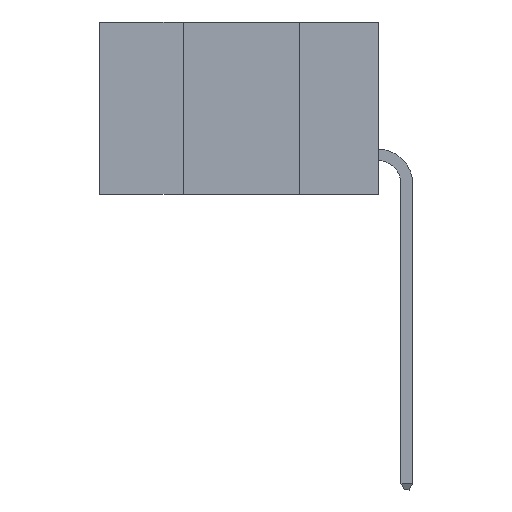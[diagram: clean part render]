
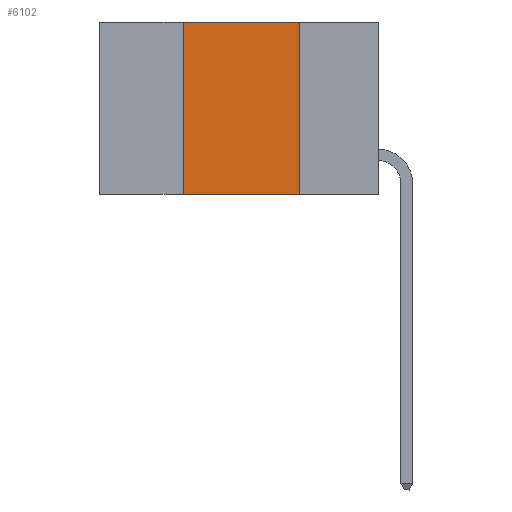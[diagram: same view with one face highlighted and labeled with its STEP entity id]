
A CAD part, left-side view. The second image highlights one B-rep face of the part: STEP entity #6102.
In plain terms, the highlighted planar face has unit normal (-1, 0, 0).
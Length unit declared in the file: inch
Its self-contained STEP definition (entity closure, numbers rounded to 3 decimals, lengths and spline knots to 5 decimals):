
#172 = EDGE_CURVE ( 'NONE', #8449, #5424, #1528, .T. ) ;
#1226 = CARTESIAN_POINT ( 'NONE',  ( 0., 0.42, -0.37 ) ) ;
#1391 = DIRECTION ( 'NONE',  ( 0., 0., -1. ) ) ;
#1528 = LINE ( 'NONE', #6592, #5107 ) ;
#1953 = CARTESIAN_POINT ( 'NONE',  ( 0., 0.17, 0. ) ) ;
#2272 = ORIENTED_EDGE ( 'NONE', *, *, #6750, .F. ) ;
#2312 = CARTESIAN_POINT ( 'NONE',  ( 0., 0.6, 0. ) ) ;
#2424 = DIRECTION ( 'NONE',  ( 0., -1., 0. ) ) ;
#2463 = CARTESIAN_POINT ( 'NONE',  ( 0., 0.6, 0. ) ) ;
#3249 = CARTESIAN_POINT ( 'NONE',  ( 0., 0.17, -0.37 ) ) ;
#3676 = VECTOR ( 'NONE', #6039, 39.37008 ) ;
#3702 = EDGE_CURVE ( 'NONE', #9094, #5424, #8994, .T. ) ;
#3703 = EDGE_LOOP ( 'NONE', ( #3740, #9520, #2272, #4363 ) ) ;
#3740 = ORIENTED_EDGE ( 'NONE', *, *, #3702, .F. ) ;
#3756 = CARTESIAN_POINT ( 'NONE',  ( 0., 0.17, 0. ) ) ;
#3846 = DIRECTION ( 'NONE',  ( 0., 0., -1. ) ) ;
#3860 = VECTOR ( 'NONE', #8166, 39.37008 ) ;
#4309 = AXIS2_PLACEMENT_3D ( 'NONE', #2312, #8718, #3846 ) ;
#4363 = ORIENTED_EDGE ( 'NONE', *, *, #172, .T. ) ;
#4553 = EDGE_CURVE ( 'NONE', #10569, #9094, #6006, .T. ) ;
#5107 = VECTOR ( 'NONE', #2424, 39.37008 ) ;
#5424 = VERTEX_POINT ( 'NONE', #3249 ) ;
#5734 = FACE_OUTER_BOUND ( 'NONE', #3703, .T. ) ;
#6006 = LINE ( 'NONE', #2463, #3860 ) ;
#6039 = DIRECTION ( 'NONE',  ( 0., 0., 1. ) ) ;
#6102 = ADVANCED_FACE ( 'NONE', ( #5734 ), #9589, .F. ) ;
#6151 = VECTOR ( 'NONE', #1391, 39.37008 ) ;
#6592 = CARTESIAN_POINT ( 'NONE',  ( 0., 0.6, -0.37 ) ) ;
#6750 = EDGE_CURVE ( 'NONE', #8449, #10569, #10436, .T. ) ;
#7907 = CARTESIAN_POINT ( 'NONE',  ( 0., 0.42, 0. ) ) ;
#8166 = DIRECTION ( 'NONE',  ( 0., -1., 0. ) ) ;
#8449 = VERTEX_POINT ( 'NONE', #1226 ) ;
#8718 = DIRECTION ( 'NONE',  ( 1., 0., 0. ) ) ;
#8994 = LINE ( 'NONE', #3756, #6151 ) ;
#9094 = VERTEX_POINT ( 'NONE', #1953 ) ;
#9520 = ORIENTED_EDGE ( 'NONE', *, *, #4553, .F. ) ;
#9589 = PLANE ( 'NONE',  #4309 ) ;
#10154 = CARTESIAN_POINT ( 'NONE',  ( 0., 0.42, 0. ) ) ;
#10436 = LINE ( 'NONE', #10154, #3676 ) ;
#10569 = VERTEX_POINT ( 'NONE', #7907 ) ;
